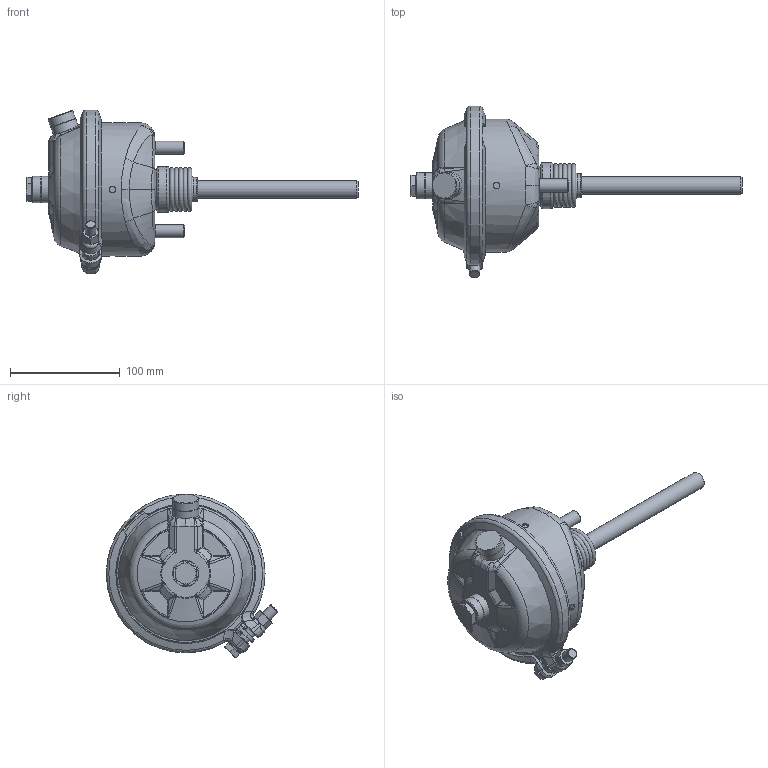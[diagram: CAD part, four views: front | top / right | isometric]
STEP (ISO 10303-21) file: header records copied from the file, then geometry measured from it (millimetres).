
FILE_DESCRIPTION( ( 'STEP AP214' ), '1' );
FILE_NAME( ' ', ' ', ( ' ' ), ( ' ' ), 'PSStep 11.0', 'VISI 17.0', ' ' );
FILE_SCHEMA( ( 'AUTOMOTIVE_DESIGN { 1 0 10303 214 1 1 1 1 }' ) );
Length unit declared in the file: millimetre
Products named in the file (1): 1
Bounding box: 303.1 x 156.57 x 149.62 mm (x, y, z)
Volume: 1127470.6 mm3; surface area: 109932.2 mm2
Topology: 1 solids, 1 shells, 485 faces, 1207 edges, 699 vertices
Faces by surface type: bspline 189, plane 92, cone 75, cylinder 72, torus 39, sphere 18
Full cylindrical faces by diameter (mm): 6 x4, 9.756 x3, 10 x2, 12 x2, 14.3 x1, 16 x1, 18 x1, 22 x1, 24 x4, 36 x1, 42 x1, 121.5 x1, 134.501 x1, 138 x2
Entity records: 34271 total; most frequent: CARTESIAN_POINT 21241, ORIENTED_EDGE 2180, DIRECTION 1258, EDGE_CURVE 1090, VERTEX_POINT 679, B_SPLINE_CURVE_WITH_KNOTS 671, EDGE_LOOP 573, AXIS2_PLACEMENT_3D 542
